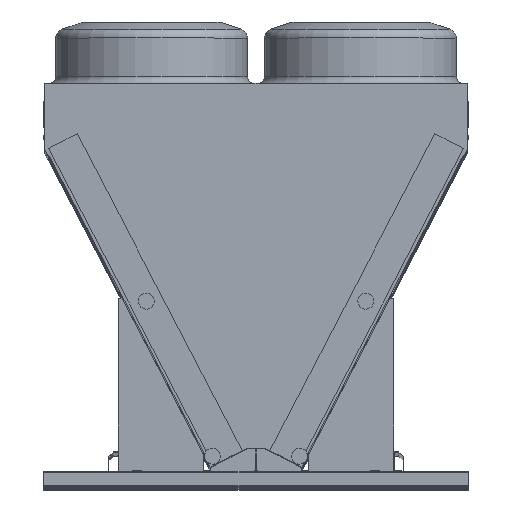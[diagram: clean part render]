
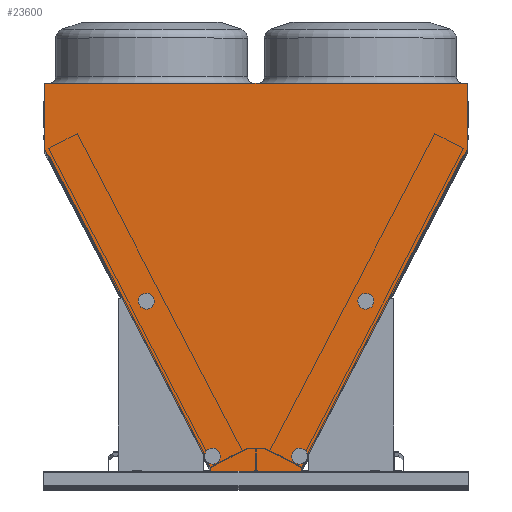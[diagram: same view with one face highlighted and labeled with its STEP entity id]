
A CAD part, top view. The second image highlights one B-rep face of the part: STEP entity #23600.
In plain terms, the highlighted planar face has unit normal (0, 0, 1).
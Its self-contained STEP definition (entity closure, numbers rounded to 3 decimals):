
#414 = EDGE_CURVE ( 'NONE', #23653, #19882, #47573, .T. ) ;
#493 = ORIENTED_EDGE ( 'NONE', *, *, #11578, .T. ) ;
#934 = EDGE_CURVE ( 'NONE', #27796, #36446, #44407, .T. ) ;
#1896 = DIRECTION ( 'NONE',  ( 0.462, 0.887, 0. ) ) ;
#2022 = CARTESIAN_POINT ( 'NONE',  ( 246.893, 17.358, 0. ) ) ;
#2394 = VECTOR ( 'NONE', #20508, 1000. ) ;
#3692 = VECTOR ( 'NONE', #1896, 1000. ) ;
#3963 = LINE ( 'NONE', #35376, #2394 ) ;
#4146 = EDGE_CURVE ( 'NONE', #12592, #40843, #58723, .T. ) ;
#4350 = DIRECTION ( 'NONE',  ( -1., 0., 0. ) ) ;
#4748 = EDGE_CURVE ( 'NONE', #19882, #53789, #64125, .T. ) ;
#4869 = DIRECTION ( 'NONE',  ( -1., 0., 0. ) ) ;
#5226 = ORIENTED_EDGE ( 'NONE', *, *, #38034, .T. ) ;
#5254 = LINE ( 'NONE', #51773, #3692 ) ;
#6085 = LINE ( 'NONE', #54827, #28024 ) ;
#7805 = VECTOR ( 'NONE', #16884, 1000. ) ;
#7988 = VERTEX_POINT ( 'NONE', #46747 ) ;
#8277 = CARTESIAN_POINT ( 'NONE',  ( -245.403, 20.223, 0. ) ) ;
#8496 = VERTEX_POINT ( 'NONE', #26151 ) ;
#8516 = CARTESIAN_POINT ( 'NONE',  ( -1127.739, 1711.053, 0. ) ) ;
#8688 = ORIENTED_EDGE ( 'NONE', *, *, #57696, .T. ) ;
#9314 = DIRECTION ( 'NONE',  ( -0.461, -0.887, 0. ) ) ;
#10436 = LINE ( 'NONE', #2022, #22169 ) ;
#11096 = CARTESIAN_POINT ( 'NONE',  ( -1127.739, 1711.053, 0. ) ) ;
#11249 = DIRECTION ( 'NONE',  ( 1., 0., 0. ) ) ;
#11297 = DIRECTION ( 'NONE',  ( 0.887, -0.462, 0. ) ) ;
#11578 = EDGE_CURVE ( 'NONE', #53789, #8496, #10436, .T. ) ;
#11611 = CARTESIAN_POINT ( 'NONE',  ( 1136.15, 1727.462, 0. ) ) ;
#11719 = VERTEX_POINT ( 'NONE', #43590 ) ;
#12027 = CARTESIAN_POINT ( 'NONE',  ( 279.893, 0., 0. ) ) ;
#12592 = VERTEX_POINT ( 'NONE', #11611 ) ;
#13328 = LINE ( 'NONE', #8277, #51625 ) ;
#13391 = LINE ( 'NONE', #46225, #25128 ) ;
#14145 = CARTESIAN_POINT ( 'NONE',  ( -1136.282, 1727.462, 0. ) ) ;
#14748 = ORIENTED_EDGE ( 'NONE', *, *, #18112, .T. ) ;
#14778 = VERTEX_POINT ( 'NONE', #8516 ) ;
#15223 = PLANE ( 'NONE',  #27857 ) ;
#15782 = CARTESIAN_POINT ( 'NONE',  ( 1127.607, 1711.053, 0. ) ) ;
#16094 = EDGE_CURVE ( 'NONE', #14778, #7988, #55272, .T. ) ;
#16884 = DIRECTION ( 'NONE',  ( 0., -1., 0. ) ) ;
#18112 = EDGE_CURVE ( 'NONE', #27137, #14778, #47226, .T. ) ;
#18911 = ORIENTED_EDGE ( 'NONE', *, *, #16094, .T. ) ;
#19068 = DIRECTION ( 'NONE',  ( 0.887, 0.462, 0. ) ) ;
#19616 = EDGE_CURVE ( 'NONE', #8496, #57146, #3963, .T. ) ;
#19865 = VECTOR ( 'NONE', #4350, 1000. ) ;
#19882 = VERTEX_POINT ( 'NONE', #27283 ) ;
#19976 = CARTESIAN_POINT ( 'NONE',  ( 279.893, 1.482, 0. ) ) ;
#20051 = CARTESIAN_POINT ( 'NONE',  ( 1136.15, 2083.62, 0. ) ) ;
#20242 = DIRECTION ( 'NONE',  ( -1., 0., 0. ) ) ;
#20508 = DIRECTION ( 'NONE',  ( -0.463, 0.886, 0. ) ) ;
#20617 = VECTOR ( 'NONE', #36024, 1000. ) ;
#21384 = ORIENTED_EDGE ( 'NONE', *, *, #46042, .T. ) ;
#21590 = ORIENTED_EDGE ( 'NONE', *, *, #48859, .T. ) ;
#21960 = DIRECTION ( 'NONE',  ( 0., 1., 0. ) ) ;
#22169 = VECTOR ( 'NONE', #21960, 1000. ) ;
#23449 = LINE ( 'NONE', #54122, #46933 ) ;
#23600 = ADVANCED_FACE ( 'NONE', ( #55084 ), #15223, .F. ) ;
#23653 = VERTEX_POINT ( 'NONE', #25728 ) ;
#23697 = CARTESIAN_POINT ( 'NONE',  ( -279.893, 0., 0. ) ) ;
#24580 = LINE ( 'NONE', #15782, #51139 ) ;
#25128 = VECTOR ( 'NONE', #11249, 1000. ) ;
#25296 = EDGE_CURVE ( 'NONE', #40843, #39053, #34564, .T. ) ;
#25728 = CARTESIAN_POINT ( 'NONE',  ( 279.893, 0., 0. ) ) ;
#26106 = EDGE_LOOP ( 'NONE', ( #41555, #14748, #18911, #51790, #21384, #21590, #33498, #45236, #5226, #49441, #31281, #493, #32780, #56318, #45987, #8688, #41584, #52215 ) ) ;
#26151 = CARTESIAN_POINT ( 'NONE',  ( 246.893, 17.358, 0. ) ) ;
#27137 = VERTEX_POINT ( 'NONE', #14145 ) ;
#27283 = CARTESIAN_POINT ( 'NONE',  ( 279.893, 1.482, 0. ) ) ;
#27796 = VERTEX_POINT ( 'NONE', #39852 ) ;
#27857 = AXIS2_PLACEMENT_3D ( 'NONE', #35125, #50196, #20242 ) ;
#28024 = VECTOR ( 'NONE', #29973, 1000. ) ;
#28400 = CARTESIAN_POINT ( 'NONE',  ( -246.893, 1.482, 0. ) ) ;
#29973 = DIRECTION ( 'NONE',  ( 0., -1., 0. ) ) ;
#30260 = EDGE_CURVE ( 'NONE', #7988, #52392, #13328, .T. ) ;
#31281 = ORIENTED_EDGE ( 'NONE', *, *, #4748, .T. ) ;
#31343 = VERTEX_POINT ( 'NONE', #23697 ) ;
#32780 = ORIENTED_EDGE ( 'NONE', *, *, #19616, .T. ) ;
#33498 = ORIENTED_EDGE ( 'NONE', *, *, #53176, .T. ) ;
#34212 = CARTESIAN_POINT ( 'NONE',  ( -1136.282, 2083.62, 0. ) ) ;
#34564 = LINE ( 'NONE', #63499, #59527 ) ;
#35125 = CARTESIAN_POINT ( 'NONE',  ( 0., 0., 0. ) ) ;
#35376 = CARTESIAN_POINT ( 'NONE',  ( 246.893, 17.358, 0. ) ) ;
#36024 = DIRECTION ( 'NONE',  ( 0.462, -0.887, 0. ) ) ;
#36440 = CARTESIAN_POINT ( 'NONE',  ( 1127.607, 1711.053, 0. ) ) ;
#36446 = VERTEX_POINT ( 'NONE', #62110 ) ;
#36885 = CARTESIAN_POINT ( 'NONE',  ( 246.893, 1.482, 0. ) ) ;
#36900 = VECTOR ( 'NONE', #49999, 1000. ) ;
#37593 = VECTOR ( 'NONE', #4869, 1000. ) ;
#37748 = CARTESIAN_POINT ( 'NONE',  ( -245.403, 20.223, 0. ) ) ;
#38034 = EDGE_CURVE ( 'NONE', #31343, #23653, #13391, .T. ) ;
#38682 = EDGE_CURVE ( 'NONE', #39053, #27137, #49254, .T. ) ;
#39053 = VERTEX_POINT ( 'NONE', #34212 ) ;
#39852 = CARTESIAN_POINT ( 'NONE',  ( 1126.218, 1711.776, 0. ) ) ;
#40829 = CARTESIAN_POINT ( 'NONE',  ( -1136.282, 1727.462, 0. ) ) ;
#40843 = VERTEX_POINT ( 'NONE', #59947 ) ;
#41555 = ORIENTED_EDGE ( 'NONE', *, *, #38682, .T. ) ;
#41584 = ORIENTED_EDGE ( 'NONE', *, *, #4146, .T. ) ;
#41970 = DIRECTION ( 'NONE',  ( 0., 1., 0. ) ) ;
#42495 = VERTEX_POINT ( 'NONE', #28400 ) ;
#43590 = CARTESIAN_POINT ( 'NONE',  ( -279.893, 1.482, 0. ) ) ;
#44407 = LINE ( 'NONE', #36440, #54507 ) ;
#45236 = ORIENTED_EDGE ( 'NONE', *, *, #49873, .T. ) ;
#45847 = DIRECTION ( 'NONE',  ( 0., -1., 0. ) ) ;
#45987 = ORIENTED_EDGE ( 'NONE', *, *, #934, .T. ) ;
#46006 = VECTOR ( 'NONE', #41970, 1000. ) ;
#46042 = EDGE_CURVE ( 'NONE', #52392, #46347, #23449, .T. ) ;
#46143 = LINE ( 'NONE', #46836, #7805 ) ;
#46225 = CARTESIAN_POINT ( 'NONE',  ( 279.893, 0., 0. ) ) ;
#46347 = VERTEX_POINT ( 'NONE', #61716 ) ;
#46490 = LINE ( 'NONE', #49198, #19865 ) ;
#46747 = CARTESIAN_POINT ( 'NONE',  ( -1126.246, 1711.83, 0. ) ) ;
#46836 = CARTESIAN_POINT ( 'NONE',  ( -246.893, 17.358, 0. ) ) ;
#46933 = VECTOR ( 'NONE', #9314, 1000. ) ;
#47226 = LINE ( 'NONE', #11096, #20617 ) ;
#47573 = LINE ( 'NONE', #12027, #46006 ) ;
#47680 = VECTOR ( 'NONE', #45847, 1000. ) ;
#48294 = DIRECTION ( 'NONE',  ( 0.462, -0.887, 0. ) ) ;
#48859 = EDGE_CURVE ( 'NONE', #46347, #42495, #46143, .T. ) ;
#49198 = CARTESIAN_POINT ( 'NONE',  ( -279.893, 1.482, 0. ) ) ;
#49254 = LINE ( 'NONE', #40829, #47680 ) ;
#49441 = ORIENTED_EDGE ( 'NONE', *, *, #414, .T. ) ;
#49873 = EDGE_CURVE ( 'NONE', #11719, #31343, #6085, .T. ) ;
#49999 = DIRECTION ( 'NONE',  ( 0., 1., 0. ) ) ;
#50196 = DIRECTION ( 'NONE',  ( 0., 0., -1. ) ) ;
#51139 = VECTOR ( 'NONE', #60340, 1000. ) ;
#51625 = VECTOR ( 'NONE', #48294, 1000. ) ;
#51773 = CARTESIAN_POINT ( 'NONE',  ( 245.39, 20.232, 0. ) ) ;
#51790 = ORIENTED_EDGE ( 'NONE', *, *, #30260, .T. ) ;
#52161 = VECTOR ( 'NONE', #19068, 1000. ) ;
#52215 = ORIENTED_EDGE ( 'NONE', *, *, #25296, .T. ) ;
#52392 = VERTEX_POINT ( 'NONE', #37748 ) ;
#53176 = EDGE_CURVE ( 'NONE', #42495, #11719, #46490, .T. ) ;
#53789 = VERTEX_POINT ( 'NONE', #36885 ) ;
#54122 = CARTESIAN_POINT ( 'NONE',  ( -246.893, 17.358, 0. ) ) ;
#54507 = VECTOR ( 'NONE', #11297, 1000. ) ;
#54827 = CARTESIAN_POINT ( 'NONE',  ( -279.893, 0., 0. ) ) ;
#55084 = FACE_OUTER_BOUND ( 'NONE', #26106, .T. ) ;
#55272 = LINE ( 'NONE', #64054, #52161 ) ;
#55391 = CARTESIAN_POINT ( 'NONE',  ( 245.39, 20.232, 0. ) ) ;
#55448 = EDGE_CURVE ( 'NONE', #57146, #27796, #5254, .T. ) ;
#56318 = ORIENTED_EDGE ( 'NONE', *, *, #55448, .T. ) ;
#57146 = VERTEX_POINT ( 'NONE', #55391 ) ;
#57696 = EDGE_CURVE ( 'NONE', #36446, #12592, #24580, .T. ) ;
#58723 = LINE ( 'NONE', #20051, #36900 ) ;
#59527 = VECTOR ( 'NONE', #63713, 1000. ) ;
#59947 = CARTESIAN_POINT ( 'NONE',  ( 1136.15, 2083.62, 0. ) ) ;
#60340 = DIRECTION ( 'NONE',  ( 0.462, 0.887, 0. ) ) ;
#61716 = CARTESIAN_POINT ( 'NONE',  ( -246.893, 17.358, 0. ) ) ;
#62110 = CARTESIAN_POINT ( 'NONE',  ( 1127.607, 1711.053, 0. ) ) ;
#63499 = CARTESIAN_POINT ( 'NONE',  ( -1136.282, 2083.62, 0. ) ) ;
#63713 = DIRECTION ( 'NONE',  ( -1., 0., 0. ) ) ;
#64054 = CARTESIAN_POINT ( 'NONE',  ( -1127.739, 1711.053, 0. ) ) ;
#64125 = LINE ( 'NONE', #19976, #37593 ) ;
